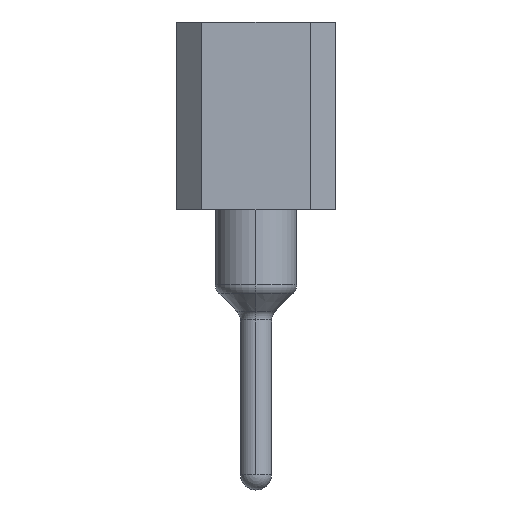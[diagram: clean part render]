
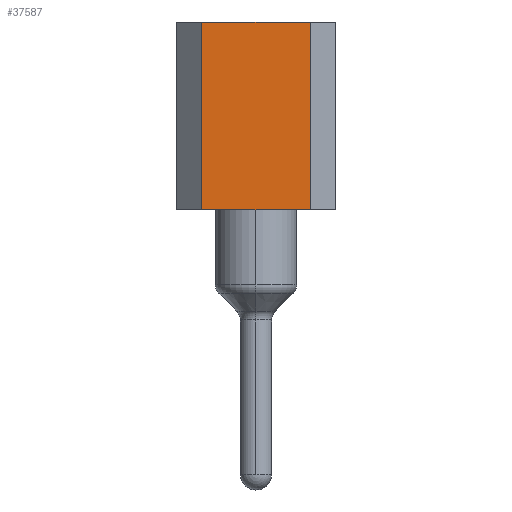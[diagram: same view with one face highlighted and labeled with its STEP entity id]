
A CAD part, left-side view. The second image highlights one B-rep face of the part: STEP entity #37587.
In plain terms, the highlighted planar face has unit normal (-1, 0, 0).
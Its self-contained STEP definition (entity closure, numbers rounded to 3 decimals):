
#1810 = VECTOR ( 'NONE', #24754, 1000. ) ;
#2364 = DIRECTION ( 'NONE',  ( -1., 0., 0. ) ) ;
#2412 = EDGE_CURVE ( 'NONE', #5265, #40683, #24153, .T. ) ;
#2807 = FACE_OUTER_BOUND ( 'NONE', #27407, .T. ) ;
#5265 = VERTEX_POINT ( 'NONE', #34163 ) ;
#6035 = CARTESIAN_POINT ( 'NONE',  ( -8.89, 1.27, 4.68 ) ) ;
#9071 = DIRECTION ( 'NONE',  ( 0., 0., 1. ) ) ;
#10538 = CARTESIAN_POINT ( 'NONE',  ( -8.89, 1.27, 1.68 ) ) ;
#12335 = CARTESIAN_POINT ( 'NONE',  ( -8.89, 0.87, 1.68 ) ) ;
#12635 = ORIENTED_EDGE ( 'NONE', *, *, #43474, .F. ) ;
#12993 = CARTESIAN_POINT ( 'NONE',  ( -8.89, 0.87, 1.68 ) ) ;
#15683 = AXIS2_PLACEMENT_3D ( 'NONE', #34160, #2364, #30721 ) ;
#16140 = LINE ( 'NONE', #41237, #38775 ) ;
#23350 = DIRECTION ( 'NONE',  ( 0., 0., 1. ) ) ;
#23474 = ORIENTED_EDGE ( 'NONE', *, *, #25876, .T. ) ;
#24153 = LINE ( 'NONE', #6035, #31891 ) ;
#24410 = CARTESIAN_POINT ( 'NONE',  ( -8.89, -0.87, 1.68 ) ) ;
#24754 = DIRECTION ( 'NONE',  ( 0., -1., 0. ) ) ;
#24982 = LINE ( 'NONE', #10538, #1810 ) ;
#25876 = EDGE_CURVE ( 'NONE', #35034, #40683, #16140, .T. ) ;
#27407 = EDGE_LOOP ( 'NONE', ( #12635, #36787, #23474, #45047 ) ) ;
#27449 = CARTESIAN_POINT ( 'NONE',  ( -8.89, -0.87, 4.68 ) ) ;
#30218 = VERTEX_POINT ( 'NONE', #12993 ) ;
#30721 = DIRECTION ( 'NONE',  ( 0., 0., 1. ) ) ;
#31080 = VECTOR ( 'NONE', #9071, 1000. ) ;
#31891 = VECTOR ( 'NONE', #38782, 1000. ) ;
#34160 = CARTESIAN_POINT ( 'NONE',  ( -8.89, 1.27, 1.68 ) ) ;
#34163 = CARTESIAN_POINT ( 'NONE',  ( -8.89, 0.87, 4.68 ) ) ;
#35034 = VERTEX_POINT ( 'NONE', #24410 ) ;
#36787 = ORIENTED_EDGE ( 'NONE', *, *, #40007, .T. ) ;
#37587 = ADVANCED_FACE ( 'NONE', ( #2807 ), #37664, .T. ) ;
#37664 = PLANE ( 'NONE',  #15683 ) ;
#38775 = VECTOR ( 'NONE', #23350, 1000. ) ;
#38782 = DIRECTION ( 'NONE',  ( 0., -1., 0. ) ) ;
#40007 = EDGE_CURVE ( 'NONE', #30218, #35034, #24982, .T. ) ;
#40683 = VERTEX_POINT ( 'NONE', #27449 ) ;
#41150 = LINE ( 'NONE', #12335, #31080 ) ;
#41237 = CARTESIAN_POINT ( 'NONE',  ( -8.89, -0.87, 1.68 ) ) ;
#43474 = EDGE_CURVE ( 'NONE', #30218, #5265, #41150, .T. ) ;
#45047 = ORIENTED_EDGE ( 'NONE', *, *, #2412, .F. ) ;
